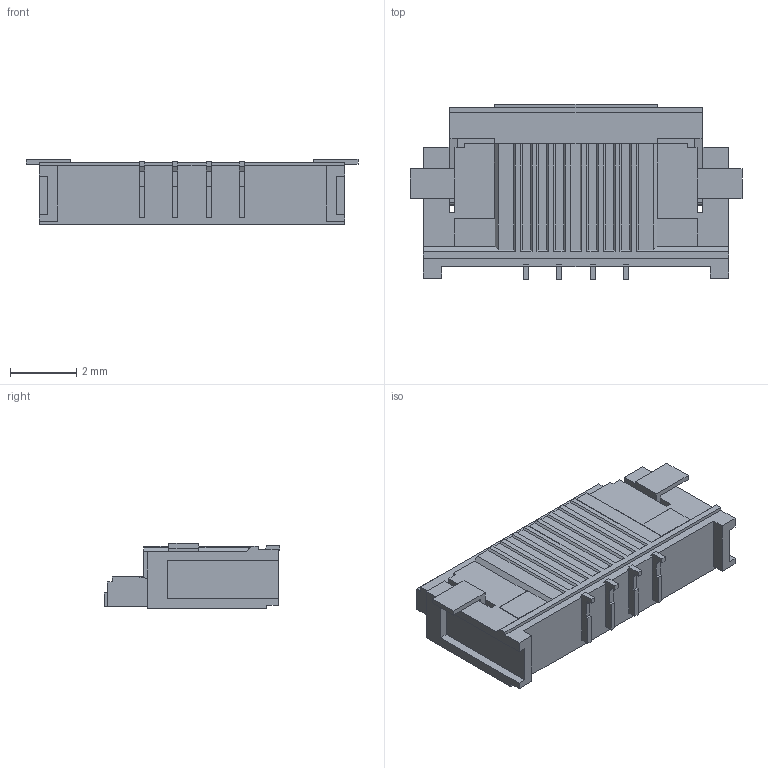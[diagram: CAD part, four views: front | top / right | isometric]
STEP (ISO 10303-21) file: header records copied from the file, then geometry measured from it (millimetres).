
FILE_DESCRIPTION(('STEP AP242'),'1');
FILE_NAME('200528-0040.stp','2021-05-02T15:16:06',('TraceParts'),('TraceParts S.A.'),'Spatial InterOp 3D',' ',' ');
FILE_SCHEMA(('AP242_MANAGED_MODEL_BASED_3D_ENGINEERING_MIM_LF {1 0 10303 442 1 1 4}'));
Length unit declared in the file: millimetre
Products named in the file (1): 200528-0040
Bounding box: 10 x 5.3 x 1.96 mm (x, y, z)
Volume: 52.8 mm3; surface area: 227.3 mm2
Topology: 1 solids, 1 shells, 494 faces, 1464 edges, 958 vertices
Faces by surface type: plane 428, cylinder 66
Entity records: 16287 total; most frequent: ORIENTED_EDGE 2928, CARTESIAN_POINT 2917, DIRECTION 2594, EDGE_CURVE 1464, LINE 1324, VECTOR 1324, VERTEX_POINT 958, AXIS2_PLACEMENT_3D 635
